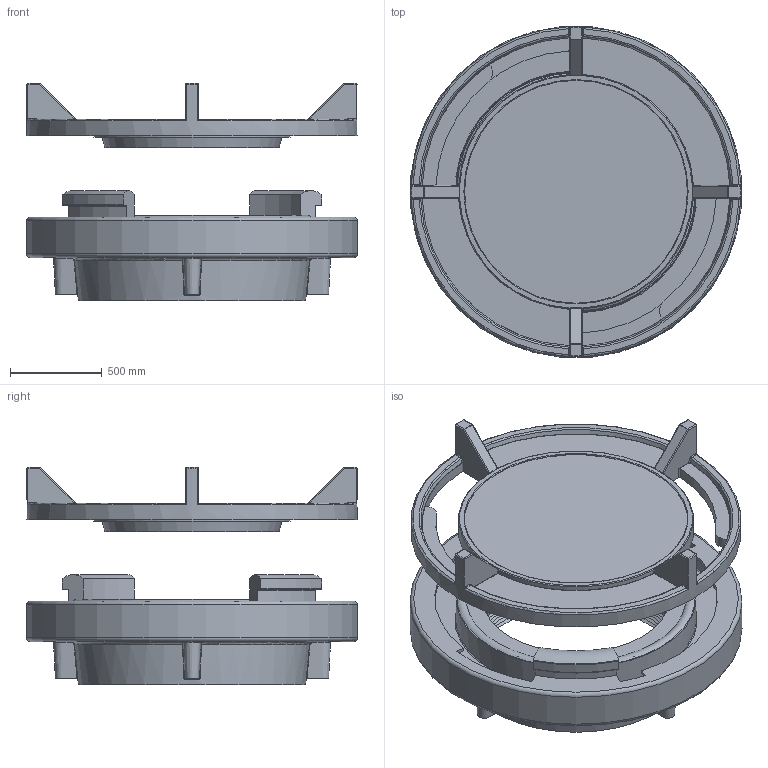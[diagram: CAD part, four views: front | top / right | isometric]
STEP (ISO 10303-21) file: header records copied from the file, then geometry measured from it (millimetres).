
FILE_DESCRIPTION(/* description */ (''),/* implementation_level */ '2;1');
FILE_NAME(/* name */ '18354.000X_3D.stp',/* time_stamp */ '2024-12-12T07:40:25+01:00',/* author */ ('CAD'),/* organization */ (''),/* preprocessor_version */ 'ST-DEVELOPER v20',/* originating_system */ 'AutoCAD Mechanical',/* authorisation */ '');
FILE_SCHEMA (('AUTOMOTIVE_DESIGN { 1 0 10303 214 3 1 1 }'));
Length unit declared in the file: centimetre
Products named in the file (2): Product; *S0
Assembly tree (1 placements, depth 2):
  Product
    *S0
Bounding box: 1803.11 x 1803.11 x 1185 mm (x, y, z)
Volume: 626325673.9 mm3; surface area: 18422244.8 mm2
Topology: 4 solids, 4 shells, 357 faces, 878 edges, 529 vertices
Faces by surface type: cylinder 97, bspline 85, plane 73, torus 58, cone 28, sphere 16
Full cylindrical faces by diameter (mm): 85 x1, 1000 x1, 1010 x1, 1020 x1, 1070 x1, 1120 x2, 1140 x2, 1215 x1, 1235 x2, 1800 x1, 1810 x1
Entity records: 16111 total; most frequent: CARTESIAN_POINT 7969, ORIENTED_EDGE 1740, DIRECTION 1647, EDGE_CURVE 870, AXIS2_PLACEMENT_3D 699, VERTEX_POINT 529, CIRCLE 409, EDGE_LOOP 377
